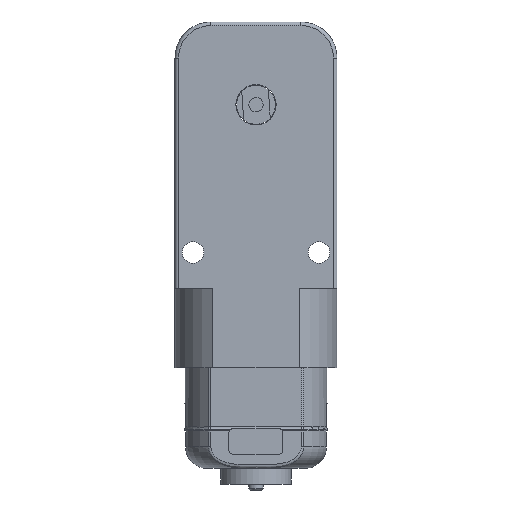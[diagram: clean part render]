
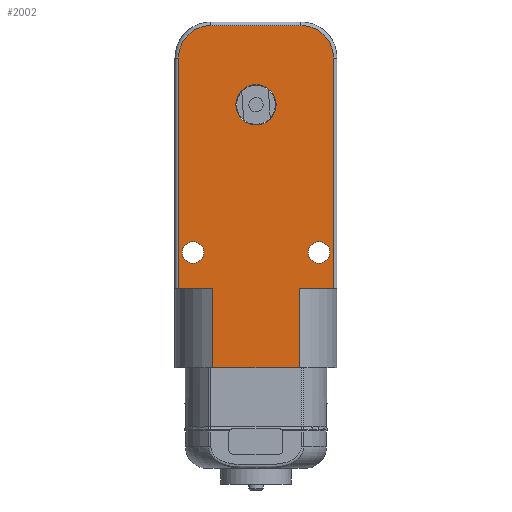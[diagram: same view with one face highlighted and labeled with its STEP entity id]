
A CAD part, left-side view. The second image highlights one B-rep face of the part: STEP entity #2002.
In plain terms, the highlighted planar face has unit normal (-1, 0, 0).
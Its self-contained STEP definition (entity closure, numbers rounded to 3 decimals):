
#90=FACE_BOUND('',#433,.T.);
#91=FACE_BOUND('',#434,.T.);
#92=FACE_BOUND('',#435,.T.);
#131=CIRCLE('',#2169,4.5);
#135=CIRCLE('',#2175,4.5);
#147=CIRCLE('',#2198,2.8);
#148=CIRCLE('',#2199,1.5);
#149=CIRCLE('',#2200,1.5);
#306=FACE_OUTER_BOUND('',#432,.T.);
#432=EDGE_LOOP('',(#1424,#1425,#1426,#1427,#1428,#1429,#1430,#1431,#1432,
#1433));
#433=EDGE_LOOP('',(#1434));
#434=EDGE_LOOP('',(#1435));
#435=EDGE_LOOP('',(#1436));
#555=LINE('',#3077,#691);
#557=LINE('',#3091,#693);
#559=LINE('',#3103,#695);
#566=LINE('',#3119,#702);
#567=LINE('',#3126,#703);
#570=LINE('',#3135,#706);
#572=LINE('',#3138,#708);
#578=LINE('',#3154,#714);
#691=VECTOR('',#2453,1000.);
#693=VECTOR('',#2469,1000.);
#695=VECTOR('',#2483,1000.);
#702=VECTOR('',#2500,1000.);
#703=VECTOR('',#2507,1000.);
#706=VECTOR('',#2516,1000.);
#708=VECTOR('',#2520,1000.);
#714=VECTOR('',#2540,1000.);
#834=VERTEX_POINT('',#3074);
#835=VERTEX_POINT('',#3076);
#838=VERTEX_POINT('',#3083);
#840=VERTEX_POINT('',#3089);
#842=VERTEX_POINT('',#3095);
#843=VERTEX_POINT('',#3100);
#845=VERTEX_POINT('',#3112);
#848=VERTEX_POINT('',#3117);
#851=VERTEX_POINT('',#3124);
#852=VERTEX_POINT('',#3129);
#858=VERTEX_POINT('',#3155);
#859=VERTEX_POINT('',#3157);
#860=VERTEX_POINT('',#3159);
#1038=EDGE_CURVE('',#835,#834,#555,.T.);
#1042=EDGE_CURVE('',#834,#838,#131,.T.);
#1045=EDGE_CURVE('',#838,#840,#557,.T.);
#1048=EDGE_CURVE('',#840,#842,#135,.T.);
#1051=EDGE_CURVE('',#842,#843,#559,.T.);
#1060=EDGE_CURVE('',#848,#845,#566,.T.);
#1063=EDGE_CURVE('',#848,#851,#567,.T.);
#1068=EDGE_CURVE('',#845,#852,#570,.T.);
#1070=EDGE_CURVE('',#851,#835,#572,.T.);
#1079=EDGE_CURVE('',#843,#852,#578,.T.);
#1080=EDGE_CURVE('',#858,#858,#147,.T.);
#1081=EDGE_CURVE('',#859,#859,#148,.T.);
#1082=EDGE_CURVE('',#860,#860,#149,.T.);
#1424=ORIENTED_EDGE('',*,*,#1070,.T.);
#1425=ORIENTED_EDGE('',*,*,#1038,.T.);
#1426=ORIENTED_EDGE('',*,*,#1042,.T.);
#1427=ORIENTED_EDGE('',*,*,#1045,.T.);
#1428=ORIENTED_EDGE('',*,*,#1048,.T.);
#1429=ORIENTED_EDGE('',*,*,#1051,.T.);
#1430=ORIENTED_EDGE('',*,*,#1079,.T.);
#1431=ORIENTED_EDGE('',*,*,#1068,.F.);
#1432=ORIENTED_EDGE('',*,*,#1060,.F.);
#1433=ORIENTED_EDGE('',*,*,#1063,.T.);
#1434=ORIENTED_EDGE('',*,*,#1080,.T.);
#1435=ORIENTED_EDGE('',*,*,#1081,.T.);
#1436=ORIENTED_EDGE('',*,*,#1082,.T.);
#1934=PLANE('',#2197);
#2002=ADVANCED_FACE('',(#306,#90,#91,#92),#1934,.F.);
#2169=AXIS2_PLACEMENT_3D('',#3085,#2461,#2462);
#2175=AXIS2_PLACEMENT_3D('',#3097,#2475,#2476);
#2197=AXIS2_PLACEMENT_3D('',#3153,#2538,#2539);
#2198=AXIS2_PLACEMENT_3D('',#3156,#2541,#2542);
#2199=AXIS2_PLACEMENT_3D('',#3158,#2543,#2544);
#2200=AXIS2_PLACEMENT_3D('',#3160,#2545,#2546);
#2453=DIRECTION('',(0.,0.,1.));
#2461=DIRECTION('center_axis',(-1.,0.,0.));
#2462=DIRECTION('ref_axis',(0.,1.,0.));
#2469=DIRECTION('',(0.,1.,0.));
#2475=DIRECTION('center_axis',(-1.,0.,0.));
#2476=DIRECTION('ref_axis',(0.,1.,0.));
#2483=DIRECTION('',(0.,0.,-1.));
#2500=DIRECTION('',(0.,1.,0.));
#2507=DIRECTION('',(0.,0.,1.));
#2516=DIRECTION('',(0.,0.,1.));
#2520=DIRECTION('',(0.,-1.,0.));
#2538=DIRECTION('center_axis',(1.,0.,0.));
#2539=DIRECTION('ref_axis',(0.,1.,0.));
#2540=DIRECTION('',(0.,-1.,0.));
#2541=DIRECTION('center_axis',(1.,0.,0.));
#2542=DIRECTION('ref_axis',(0.,1.,0.));
#2543=DIRECTION('center_axis',(1.,0.,0.));
#2544=DIRECTION('ref_axis',(0.,1.,0.));
#2545=DIRECTION('center_axis',(1.,0.,0.));
#2546=DIRECTION('ref_axis',(0.,1.,0.));
#3074=CARTESIAN_POINT('',(-9.5,-10.75,32.));
#3076=CARTESIAN_POINT('',(-9.5,-10.75,0.));
#3077=CARTESIAN_POINT('',(-9.5,-10.75,37.));
#3083=CARTESIAN_POINT('',(-9.5,-6.25,36.5));
#3085=CARTESIAN_POINT('Origin',(-9.5,-6.25,32.));
#3089=CARTESIAN_POINT('',(-9.5,6.25,36.5));
#3091=CARTESIAN_POINT('',(-9.5,11.25,36.5));
#3095=CARTESIAN_POINT('',(-9.5,10.75,32.));
#3097=CARTESIAN_POINT('Origin',(-9.5,6.25,32.));
#3100=CARTESIAN_POINT('',(-9.5,10.75,0.));
#3103=CARTESIAN_POINT('',(-9.5,10.75,37.));
#3112=CARTESIAN_POINT('',(-9.5,6.026,-11.));
#3117=CARTESIAN_POINT('',(-9.5,-6.026,-11.));
#3119=CARTESIAN_POINT('',(-9.5,6.026,-11.));
#3124=CARTESIAN_POINT('',(-9.5,-6.026,0.));
#3126=CARTESIAN_POINT('',(-9.5,-6.026,-11.));
#3129=CARTESIAN_POINT('',(-9.5,6.026,0.));
#3135=CARTESIAN_POINT('',(-9.5,6.026,-11.));
#3138=CARTESIAN_POINT('',(-9.5,11.25,0.));
#3153=CARTESIAN_POINT('Origin',(-9.5,11.25,37.));
#3154=CARTESIAN_POINT('',(-9.5,11.25,0.));
#3155=CARTESIAN_POINT('',(-9.5,-2.8,25.5));
#3156=CARTESIAN_POINT('Origin',(-9.5,0.,
25.5));
#3157=CARTESIAN_POINT('',(-9.5,7.25,5.));
#3158=CARTESIAN_POINT('Origin',(-9.5,8.75,5.));
#3159=CARTESIAN_POINT('',(-9.5,-10.25,5.));
#3160=CARTESIAN_POINT('Origin',(-9.5,-8.75,5.));
